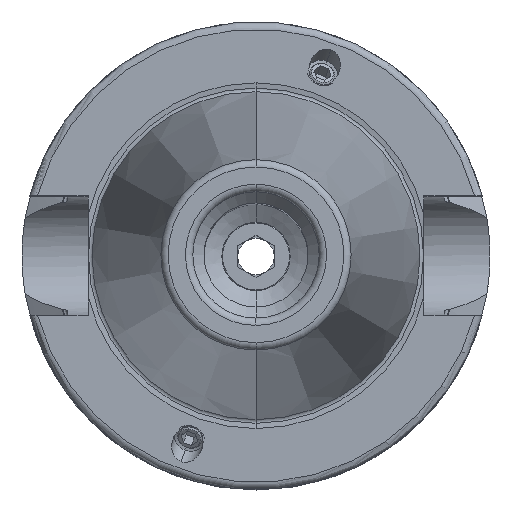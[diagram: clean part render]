
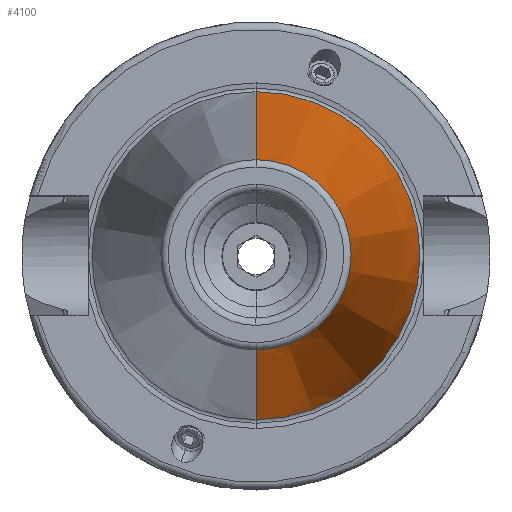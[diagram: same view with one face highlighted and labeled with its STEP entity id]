
A CAD part, top view. The second image highlights one B-rep face of the part: STEP entity #4100.
In plain terms, the highlighted conical face has half-angle 8.297 degrees and reference radius 17.446 mm.
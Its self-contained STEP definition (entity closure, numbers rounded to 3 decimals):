
#1406=CARTESIAN_POINT('',(0,0,91.544));
#1407=DIRECTION('',(0,0,1));
#1408=DIRECTION('',(0,-1,0));
#1409=AXIS2_PLACEMENT_3D('',#1406,#1407,#1408);
#1411=CARTESIAN_POINT('',(0,0,28));
#1412=DIRECTION('',(0,0,-1));
#1413=DIRECTION('',(0,1,0));
#1414=AXIS2_PLACEMENT_3D('',#1411,#1412,#1413);
#1555=DIRECTION('',(0.,0.144,0.99));
#1556=VECTOR('',#1555,64.216);
#1557=CARTESIAN_POINT('',(0,-22.079,28));
#1558=LINE('',#1557,#1556);
#1564=DIRECTION('',(0.,-0.144,0.99));
#1565=VECTOR('',#1564,64.216);
#1566=CARTESIAN_POINT('',(0,22.079,28));
#1567=LINE('',#1566,#1565);
#2055=CARTESIAN_POINT('',(0,22.079,28));
#2057=VERTEX_POINT('',#2055);
#2071=CARTESIAN_POINT('',(0,-22.079,28));
#2073=VERTEX_POINT('',#2071);
#2098=CARTESIAN_POINT('',(0,12.812,91.544));
#2099=CARTESIAN_POINT('',(0,-12.812,91.544));
#2100=VERTEX_POINT('',#2098);
#2101=VERTEX_POINT('',#2099);
#4086=CARTESIAN_POINT('',(0,0,59.772));
#4087=DIRECTION('',(0,0,-1));
#4088=DIRECTION('',(0,-1,0));
#4089=AXIS2_PLACEMENT_3D('',#4086,#4087,#4088);
#4090=CONICAL_SURFACE('',#4089,17.446,8.297);
#4092=ORIENTED_EDGE('',*,*,#4091,.T.);
#4094=ORIENTED_EDGE('',*,*,#4093,.F.);
#4095=ORIENTED_EDGE('',*,*,#4081,.T.);
#4097=ORIENTED_EDGE('',*,*,#4096,.T.);
#4098=EDGE_LOOP('',(#4092,#4094,#4095,#4097));
#4099=FACE_OUTER_BOUND('',#4098,.F.);
#4100=ADVANCED_FACE('',(#4099),#4090,.T.);
#1410=CIRCLE('',#1409,12.812);
#1415=CIRCLE('',#1414,22.079);
#4081=EDGE_CURVE('',#2057,#2073,#1415,.T.);
#4091=EDGE_CURVE('',#2101,#2100,#1410,.T.);
#4093=EDGE_CURVE('',#2057,#2100,#1567,.T.);
#4096=EDGE_CURVE('',#2073,#2101,#1558,.T.);
